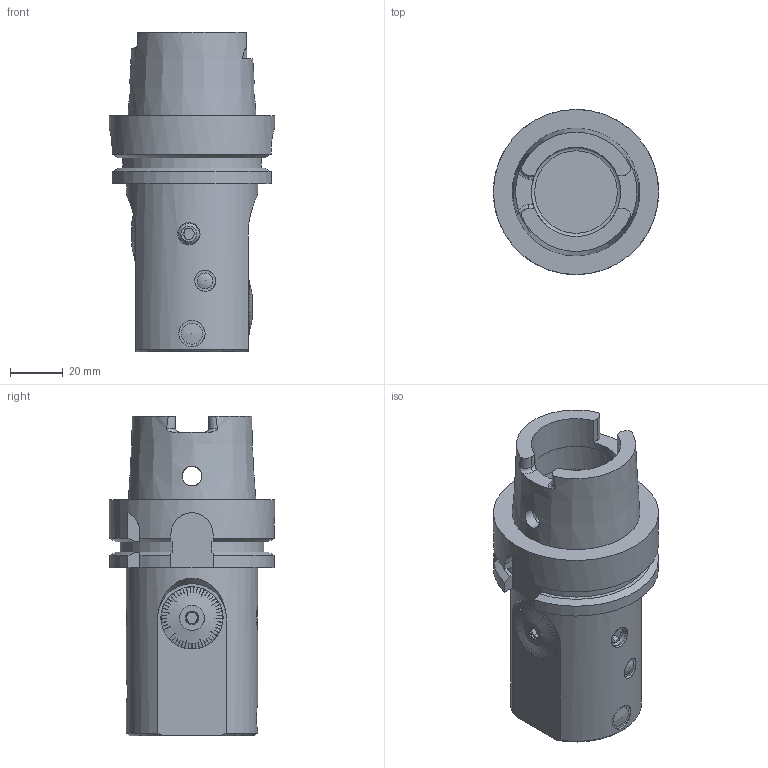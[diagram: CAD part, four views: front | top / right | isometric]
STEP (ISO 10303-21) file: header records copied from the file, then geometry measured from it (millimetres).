
FILE_DESCRIPTION(/* description */ (''),/* implementation_level */ '2;1');
FILE_NAME(/* name */ '1695636595920.stp',/* time_stamp */ '2023-09-25T12:10:00+02:00',/* author */ (''),/* organization */ ('SMS'),/* preprocessor_version */ 'ST-DEVELOPER v16.7',/* originating_system */ 'SIEMENS PLM Software NX 12.0',/* authorisation */ '');
FILE_SCHEMA (('AUTOMOTIVE_DESIGN { 1 0 10303 214 3 1 1 1 }'));
Length unit declared in the file: millimetre
Products named in the file (1): 204925751mod000_00
Bounding box: 62.94 x 62.94 x 121.9 mm (x, y, z)
Surface area: 32001.2 mm2 (no closed solid volume)
Topology: 0 solids, 1 shells, 652 faces, 1900 edges, 1268 vertices
Faces by surface type: plane 481, cylinder 89, cone 73, torus 5, sphere 4
Full cylindrical faces by diameter (mm): 1.5 x1, 4.7 x2, 6 x1, 6.015 x1, 6.06 x1, 6.25 x1, 7.5 x2, 8 x2, 8.018 x1, 8.5 x2, 9.5 x2, 10.018 x1, 34.05 x2, 40.08 x1, 49.987 x1, 62.94 x1
Entity records: 22060 total; most frequent: CARTESIAN_POINT 5528, ORIENTED_EDGE 3654, DIRECTION 3080, EDGE_CURVE 1827, VERTEX_POINT 1235, LINE 1158, VECTOR 1158, AXIS2_PLACEMENT_3D 961
